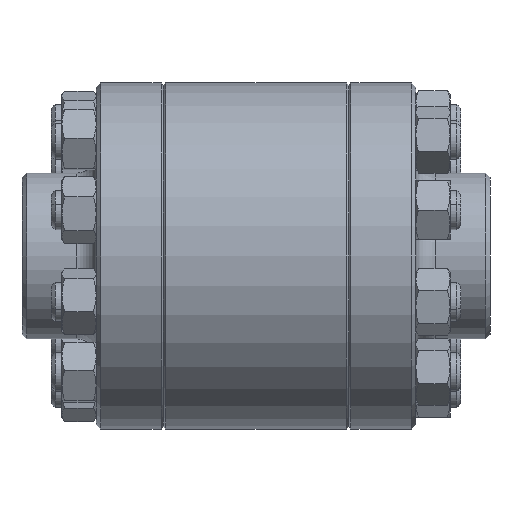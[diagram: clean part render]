
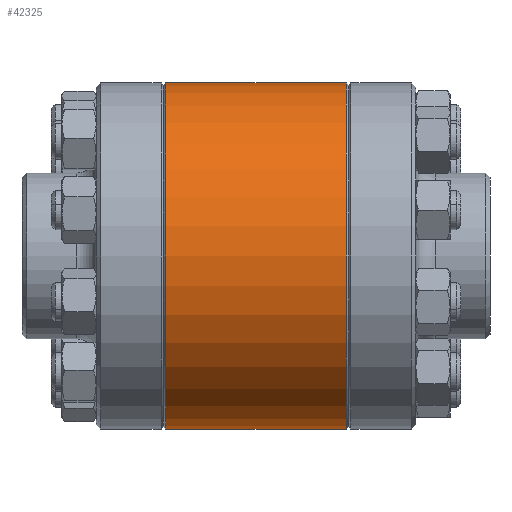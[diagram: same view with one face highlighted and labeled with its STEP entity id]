
A CAD part, front view. The second image highlights one B-rep face of the part: STEP entity #42325.
In plain terms, the highlighted cylindrical face has radius 56.363 mm (diameter 112.725 mm), a partial arc.
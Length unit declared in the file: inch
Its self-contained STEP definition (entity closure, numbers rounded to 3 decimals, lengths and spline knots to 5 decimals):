
#786 = VERTEX_POINT ( 'NONE', #44315 ) ;
#5781 = EDGE_CURVE ( 'NONE', #61363, #786, #43403, .T. ) ;
#7249 = ORIENTED_EDGE ( 'NONE', *, *, #28661, .T. ) ;
#8705 = DIRECTION ( 'NONE',  ( -1., 0., 0. ) ) ;
#9120 = CARTESIAN_POINT ( 'NONE',  ( -0.37233, 2.31569, 1.3551 ) ) ;
#11090 = ORIENTED_EDGE ( 'NONE', *, *, #24421, .F. ) ;
#12997 = FACE_OUTER_BOUND ( 'NONE', #64300, .T. ) ;
#14805 = VERTEX_POINT ( 'NONE', #53633 ) ;
#17749 = AXIS2_PLACEMENT_3D ( 'NONE', #46375, #49020, #51049 ) ;
#20176 = CARTESIAN_POINT ( 'NONE',  ( -0.37233, 2.31569, 5.7931 ) ) ;
#23120 = ORIENTED_EDGE ( 'NONE', *, *, #5781, .T. ) ;
#24421 = EDGE_CURVE ( 'NONE', #14805, #46632, #60964, .T. ) ;
#24984 = VECTOR ( 'NONE', #36114, 39.37008 ) ;
#28661 = EDGE_CURVE ( 'NONE', #786, #46632, #38889, .T. ) ;
#30714 = DIRECTION ( 'NONE',  ( -1., 0., 0. ) ) ;
#32001 = CARTESIAN_POINT ( 'NONE',  ( 0.18194, 2.31569, 5.7931 ) ) ;
#32598 = CYLINDRICAL_SURFACE ( 'NONE', #46338, 2.219 ) ;
#34700 = CARTESIAN_POINT ( 'NONE',  ( -0.37233, 2.31569, 3.5741 ) ) ;
#36114 = DIRECTION ( 'NONE',  ( -1., 0., 0. ) ) ;
#36129 = EDGE_CURVE ( 'NONE', #61363, #14805, #64243, .T. ) ;
#36886 = VECTOR ( 'NONE', #50673, 39.37008 ) ;
#37945 = CARTESIAN_POINT ( 'NONE',  ( 2.49694, 2.31569, 1.3551 ) ) ;
#38889 = LINE ( 'NONE', #20176, #24984 ) ;
#42325 = ADVANCED_FACE ( 'NONE', ( #12997 ), #32598, .T. ) ;
#43403 = CIRCLE ( 'NONE', #17749, 2.219 ) ;
#44315 = CARTESIAN_POINT ( 'NONE',  ( 2.49694, 2.31569, 5.7931 ) ) ;
#46338 = AXIS2_PLACEMENT_3D ( 'NONE', #34700, #8705, #65748 ) ;
#46375 = CARTESIAN_POINT ( 'NONE',  ( 2.49694, 2.31569, 3.5741 ) ) ;
#46632 = VERTEX_POINT ( 'NONE', #32001 ) ;
#49020 = DIRECTION ( 'NONE',  ( -1., 0., 0. ) ) ;
#50673 = DIRECTION ( 'NONE',  ( -1., 0., 0. ) ) ;
#51049 = DIRECTION ( 'NONE',  ( 0., 0., 1. ) ) ;
#51696 = ORIENTED_EDGE ( 'NONE', *, *, #36129, .F. ) ;
#53633 = CARTESIAN_POINT ( 'NONE',  ( 0.18194, 2.31569, 1.3551 ) ) ;
#58530 = AXIS2_PLACEMENT_3D ( 'NONE', #61648, #30714, #66838 ) ;
#60964 = CIRCLE ( 'NONE', #58530, 2.219 ) ;
#61363 = VERTEX_POINT ( 'NONE', #37945 ) ;
#61648 = CARTESIAN_POINT ( 'NONE',  ( 0.18194, 2.31569, 3.5741 ) ) ;
#64243 = LINE ( 'NONE', #9120, #36886 ) ;
#64300 = EDGE_LOOP ( 'NONE', ( #51696, #23120, #7249, #11090 ) ) ;
#65748 = DIRECTION ( 'NONE',  ( 0., 0., 1. ) ) ;
#66838 = DIRECTION ( 'NONE',  ( 0., 0., 1. ) ) ;
